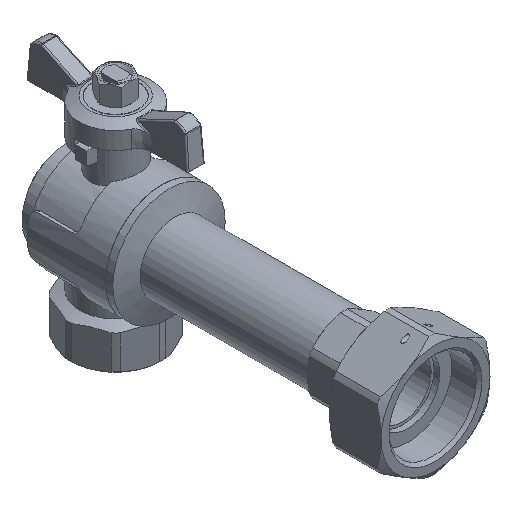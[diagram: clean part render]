
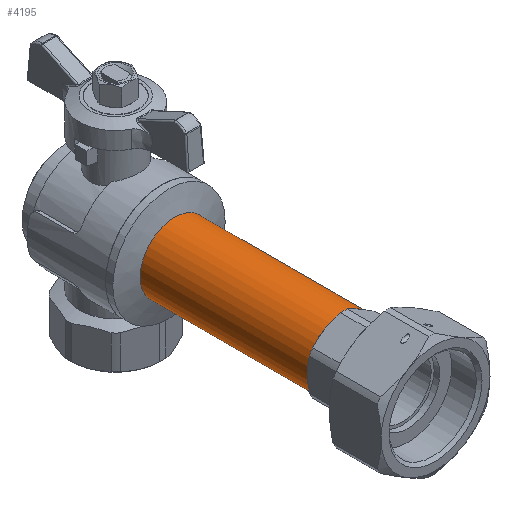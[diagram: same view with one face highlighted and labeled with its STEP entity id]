
A CAD part, isometric view. The second image highlights one B-rep face of the part: STEP entity #4195.
In plain terms, the highlighted cylindrical face has radius 12 mm (diameter 24 mm), a full revolution.
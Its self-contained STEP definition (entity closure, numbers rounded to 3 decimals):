
#1350=ORIENTED_EDGE('',*,*,#2245,.F.);
#1351=ORIENTED_EDGE('',*,*,#2258,.F.);
#1352=ORIENTED_EDGE('',*,*,#2255,.F.);
#1353=ORIENTED_EDGE('',*,*,#2252,.F.);
#1354=ORIENTED_EDGE('',*,*,#2249,.F.);
#1355=ORIENTED_EDGE('',*,*,#2243,.F.);
#1356=ORIENTED_EDGE('',*,*,#2274,.T.);
#2243=EDGE_CURVE('',#2741,#2742,#3068,.F.);
#2245=EDGE_CURVE('',#2743,#2741,#3069,.F.);
#2249=EDGE_CURVE('',#2742,#2744,#3070,.F.);
#2252=EDGE_CURVE('',#2744,#2745,#3071,.F.);
#2255=EDGE_CURVE('',#2745,#2746,#3072,.F.);
#2258=EDGE_CURVE('',#2746,#2743,#3073,.F.);
#2274=EDGE_CURVE('',#2755,#2755,#3088,.T.);
#2741=VERTEX_POINT('',#8881);
#2742=VERTEX_POINT('',#8883);
#2743=VERTEX_POINT('',#8890);
#2744=VERTEX_POINT('',#8905);
#2745=VERTEX_POINT('',#8916);
#2746=VERTEX_POINT('',#8927);
#2755=VERTEX_POINT('',#8972);
#3068=CIRCLE('',#5521,12.);
#3069=CIRCLE('',#5523,12.);
#3070=CIRCLE('',#5525,12.);
#3071=CIRCLE('',#5527,12.);
#3072=CIRCLE('',#5529,12.);
#3073=CIRCLE('',#5531,12.);
#3088=CIRCLE('',#5553,12.);
#3355=EDGE_LOOP('',(#1350,#1351,#1352,#1353,#1354,#1355));
#3356=EDGE_LOOP('',(#1356));
#3742=FACE_BOUND('',#3355,.T.);
#3743=FACE_BOUND('',#3356,.T.);
#4019=CYLINDRICAL_SURFACE('',#5552,12.);
#4195=ADVANCED_FACE('',(#3742,#3743),#4019,.T.);
#5521=AXIS2_PLACEMENT_3D('',#8882,#6368,#6369);
#5523=AXIS2_PLACEMENT_3D('',#8889,#6372,#6373);
#5525=AXIS2_PLACEMENT_3D('',#8904,#6376,#6377);
#5527=AXIS2_PLACEMENT_3D('',#8915,#6380,#6381);
#5529=AXIS2_PLACEMENT_3D('',#8926,#6384,#6385);
#5531=AXIS2_PLACEMENT_3D('',#8937,#6388,#6389);
#5552=AXIS2_PLACEMENT_3D('',#8970,#6430,#6431);
#5553=AXIS2_PLACEMENT_3D('',#8971,#6432,#6433);
#6368=DIRECTION('',(0.,1.,0.));
#6369=DIRECTION('',(0.,0.,1.));
#6372=DIRECTION('',(0.,1.,0.));
#6373=DIRECTION('',(0.,0.,1.));
#6376=DIRECTION('',(0.,1.,0.));
#6377=DIRECTION('',(0.,0.,1.));
#6380=DIRECTION('',(0.,1.,0.));
#6381=DIRECTION('',(0.,0.,1.));
#6384=DIRECTION('',(0.,1.,0.));
#6385=DIRECTION('',(0.,0.,1.));
#6388=DIRECTION('',(0.,1.,0.));
#6389=DIRECTION('',(0.,0.,1.));
#6430=DIRECTION('',(0.,-1.,0.));
#6431=DIRECTION('',(0.,0.,-1.));
#6432=DIRECTION('',(0.,-1.,0.));
#6433=DIRECTION('',(0.,0.,-1.));
#8881=CARTESIAN_POINT('',(-12.,21.,0.));
#8882=CARTESIAN_POINT('',(0.,21.,0.));
#8883=CARTESIAN_POINT('',(-6.,21.,-10.392));
#8889=CARTESIAN_POINT('',(0.,21.,0.));
#8890=CARTESIAN_POINT('',(-6.,21.,10.392));
#8904=CARTESIAN_POINT('',(0.,21.,0.));
#8905=CARTESIAN_POINT('',(6.,21.,-10.392));
#8915=CARTESIAN_POINT('',(0.,21.,0.));
#8916=CARTESIAN_POINT('',(12.,21.,0.));
#8926=CARTESIAN_POINT('',(0.,21.,0.));
#8927=CARTESIAN_POINT('',(6.,21.,10.392));
#8937=CARTESIAN_POINT('',(0.,21.,0.));
#8970=CARTESIAN_POINT('',(0.,-60.,0.));
#8971=CARTESIAN_POINT('',(0.,79.,0.));
#8972=CARTESIAN_POINT('',(0.,79.,-12.));
